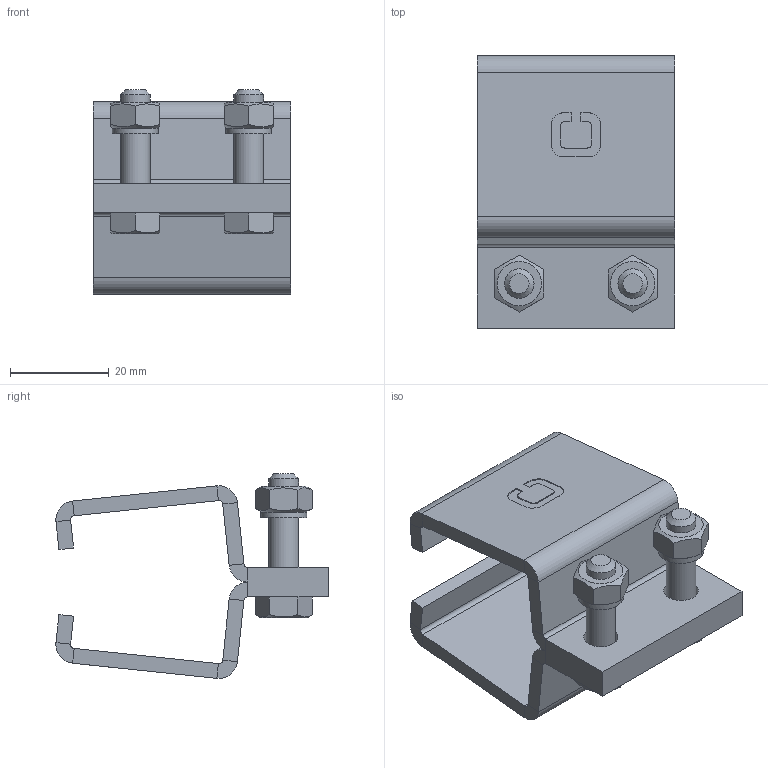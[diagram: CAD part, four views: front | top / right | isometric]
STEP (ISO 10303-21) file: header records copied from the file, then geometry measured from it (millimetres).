
FILE_DESCRIPTION(('STEP AP203'), '1');
FILE_NAME('ÐË270.RC30 Çàõâàò RC30 áàçîâûé', '', ('UNSPECIFIED'), ('UNSPECIFIED'), 'ASCON STEP Converter 1.3', 'ASCON Math Kernel', '');
FILE_SCHEMA(('CONFIG_CONTROL_DESIGN'));
Length unit declared in the file: millimetre
Products named in the file (1): 270.RC30
Bounding box: 40 x 55.19 x 41.52 mm (x, y, z)
Volume: 20181.9 mm3; surface area: 13946.5 mm2
Topology: 1 solids, 1 shells, 159 faces, 373 edges, 228 vertices
Faces by surface type: plane 111, cylinder 38, cone 8, torus 2
Full cylindrical faces by diameter (mm): 6 x4, 7 x2
Entity records: 7106 total; most frequent: CARTESIAN_POINT 2255, DIRECTION 723, ORIENTED_EDGE 714, EDGE_CURVE 357, AXIS2_PLACEMENT_3D 250, VERTEX_POINT 228, LINE 223, VECTOR 223
